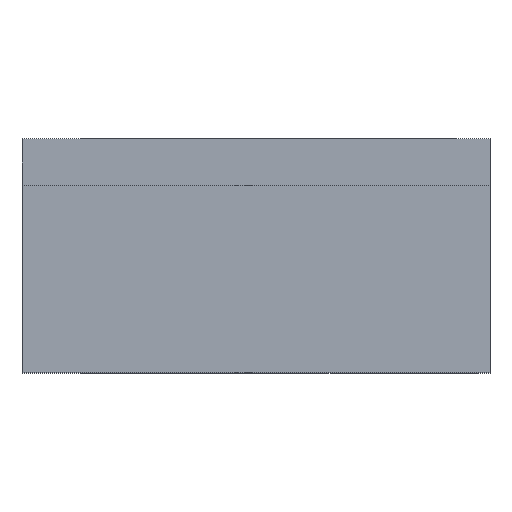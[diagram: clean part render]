
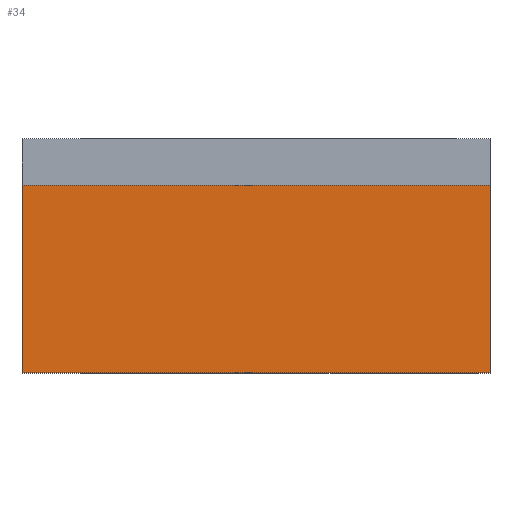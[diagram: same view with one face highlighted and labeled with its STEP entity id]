
A CAD part, top view. The second image highlights one B-rep face of the part: STEP entity #34.
In plain terms, the highlighted free-form (B-spline) face has degree [1, 1] with [2, 2] control points.
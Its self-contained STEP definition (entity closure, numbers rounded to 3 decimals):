
#34=ADVANCED_FACE('',(#71),#1160,.T.);
#71=FACE_OUTER_BOUND('',#108,.T.);
#108=EDGE_LOOP('',(#171,#172,#173,#174));
#171=ORIENTED_EDGE('',*,*,#943,.T.);
#172=ORIENTED_EDGE('',*,*,#944,.T.);
#173=ORIENTED_EDGE('',*,*,#945,.T.);
#174=ORIENTED_EDGE('',*,*,#941,.F.);
#342=PCURVE('',#1159,#516);
#345=PCURVE('',#1160,#519);
#346=PCURVE('',#1160,#520);
#347=PCURVE('',#1160,#521);
#348=PCURVE('',#1160,#522);
#352=PCURVE('',#1161,#526);
#370=PCURVE('',#1166,#544);
#379=PCURVE('',#1167,#553);
#516=DEFINITIONAL_REPRESENTATION('',(#688),#2164);
#519=DEFINITIONAL_REPRESENTATION('',(#693),#2164);
#520=DEFINITIONAL_REPRESENTATION('',(#695),#2164);
#521=DEFINITIONAL_REPRESENTATION('',(#697),#2164);
#522=DEFINITIONAL_REPRESENTATION('',(#698),#2164);
#526=DEFINITIONAL_REPRESENTATION('',(#704),#2164);
#544=DEFINITIONAL_REPRESENTATION('',(#734),#2164);
#553=DEFINITIONAL_REPRESENTATION('',(#743),#2164);
#687=B_SPLINE_CURVE_WITH_KNOTS('',1,(#1545,#1546),.UNSPECIFIED.,.F.,.F.,
(2,2),(0.,16.),.UNSPECIFIED.);
#688=B_SPLINE_CURVE_WITH_KNOTS('',1,(#1547,#1548),.UNSPECIFIED.,.F.,.F.,
(2,2),(0.,16.),.UNSPECIFIED.);
#692=B_SPLINE_CURVE_WITH_KNOTS('',1,(#1555,#1556),.UNSPECIFIED.,.F.,.F.,
(2,2),(-80.,-40.),.UNSPECIFIED.);
#693=B_SPLINE_CURVE_WITH_KNOTS('',1,(#1557,#1558),.UNSPECIFIED.,.F.,.F.,
(2,2),(-80.,-40.),.UNSPECIFIED.);
#694=B_SPLINE_CURVE_WITH_KNOTS('',1,(#1559,#1560),.UNSPECIFIED.,.F.,.F.,
(2,2),(0.,16.),.UNSPECIFIED.);
#695=B_SPLINE_CURVE_WITH_KNOTS('',1,(#1561,#1562),.UNSPECIFIED.,.F.,.F.,
(2,2),(0.,16.),.UNSPECIFIED.);
#696=B_SPLINE_CURVE_WITH_KNOTS('',1,(#1563,#1564),.UNSPECIFIED.,.F.,.F.,
(2,2),(40.,80.),.UNSPECIFIED.);
#697=B_SPLINE_CURVE_WITH_KNOTS('',1,(#1565,#1566),.UNSPECIFIED.,.F.,.F.,
(2,2),(40.,80.),.UNSPECIFIED.);
#698=B_SPLINE_CURVE_WITH_KNOTS('',1,(#1567,#1568),.UNSPECIFIED.,.F.,.F.,
(2,2),(0.,16.),.UNSPECIFIED.);
#704=B_SPLINE_CURVE_WITH_KNOTS('',1,(#1579,#1580),.UNSPECIFIED.,.F.,.F.,
(2,2),(0.,16.),.UNSPECIFIED.);
#734=B_SPLINE_CURVE_WITH_KNOTS('',1,(#1639,#1640),.UNSPECIFIED.,.F.,.F.,
(2,2),(-80.,-40.),.UNSPECIFIED.);
#743=B_SPLINE_CURVE_WITH_KNOTS('',1,(#1657,#1658),.UNSPECIFIED.,.F.,.F.,
(2,2),(40.,80.),.UNSPECIFIED.);
#854=SURFACE_CURVE('',#687,(#342,#348),.PCURVE_S1.);
#856=SURFACE_CURVE('',#692,(#345,#370),.PCURVE_S1.);
#857=SURFACE_CURVE('',#694,(#346,#352),.PCURVE_S1.);
#858=SURFACE_CURVE('',#696,(#347,#379),.PCURVE_S1.);
#941=EDGE_CURVE('',#1108,#1109,#854,.T.);
#943=EDGE_CURVE('',#1108,#1110,#856,.T.);
#944=EDGE_CURVE('',#1110,#1111,#857,.T.);
#945=EDGE_CURVE('',#1111,#1109,#858,.T.);
#1108=VERTEX_POINT('',#1513);
#1109=VERTEX_POINT('',#1514);
#1110=VERTEX_POINT('',#1515);
#1111=VERTEX_POINT('',#1516);
#1159=B_SPLINE_SURFACE_WITH_KNOTS('',1,1,((#1473,#1474),(#1475,#1476)),
 .UNSPECIFIED.,.F.,.F.,.F.,(2,2),(2,2),(-120.,-80.),
(0.,16.),.UNSPECIFIED.);
#1160=B_SPLINE_SURFACE_WITH_KNOTS('',1,1,((#1477,#1478),(#1479,#1480)),
 .UNSPECIFIED.,.F.,.F.,.F.,(2,2),(2,2),(-80.,-40.),
(0.,16.),.UNSPECIFIED.);
#1161=B_SPLINE_SURFACE_WITH_KNOTS('',1,1,((#1481,#1482),(#1483,#1484)),
 .UNSPECIFIED.,.F.,.F.,.F.,(2,2),(2,2),(-40.,0.),(0.,16.),
 .UNSPECIFIED.);
#1166=B_SPLINE_SURFACE_WITH_KNOTS('',1,1,((#1501,#1502),(#1503,#1504)),
 .UNSPECIFIED.,.F.,.F.,.F.,(2,2),(2,2),(-39.,1.),(-1.,
39.),.UNSPECIFIED.);
#1167=B_SPLINE_SURFACE_WITH_KNOTS('',1,1,((#1505,#1506),(#1507,#1508)),
 .UNSPECIFIED.,.F.,.F.,.F.,(2,2),(2,2),(-1.,39.),(-39.,1.),
 .UNSPECIFIED.);
#1473=CARTESIAN_POINT('',(163.,16.,-40.));
#1474=CARTESIAN_POINT('',(163.,0.,-40.));
#1475=CARTESIAN_POINT('',(163.,16.,0.));
#1476=CARTESIAN_POINT('',(163.,0.,0.));
#1477=CARTESIAN_POINT('',(163.,16.,0.));
#1478=CARTESIAN_POINT('',(163.,0.,0.));
#1479=CARTESIAN_POINT('',(123.,16.,0.));
#1480=CARTESIAN_POINT('',(123.,0.,0.));
#1481=CARTESIAN_POINT('',(123.,16.,0.));
#1482=CARTESIAN_POINT('',(123.,0.,0.));
#1483=CARTESIAN_POINT('',(123.,16.,-40.));
#1484=CARTESIAN_POINT('',(123.,0.,-40.));
#1501=CARTESIAN_POINT('',(163.,16.,0.));
#1502=CARTESIAN_POINT('',(123.,16.,0.));
#1503=CARTESIAN_POINT('',(163.,16.,-40.));
#1504=CARTESIAN_POINT('',(123.,16.,-40.));
#1505=CARTESIAN_POINT('',(163.,0.,0.));
#1506=CARTESIAN_POINT('',(163.,0.,-40.));
#1507=CARTESIAN_POINT('',(123.,0.,0.));
#1508=CARTESIAN_POINT('',(123.,0.,-40.));
#1513=CARTESIAN_POINT('',(163.,16.,0.));
#1514=CARTESIAN_POINT('',(163.,0.,0.));
#1515=CARTESIAN_POINT('',(123.,16.,0.));
#1516=CARTESIAN_POINT('',(123.,0.,0.));
#1545=CARTESIAN_POINT('',(163.,16.,0.));
#1546=CARTESIAN_POINT('',(163.,0.,0.));
#1547=CARTESIAN_POINT('',(-80.,0.));
#1548=CARTESIAN_POINT('',(-80.,16.));
#1555=CARTESIAN_POINT('',(163.,16.,0.));
#1556=CARTESIAN_POINT('',(123.,16.,0.));
#1557=CARTESIAN_POINT('',(-80.,0.));
#1558=CARTESIAN_POINT('',(-40.,0.));
#1559=CARTESIAN_POINT('',(123.,16.,0.));
#1560=CARTESIAN_POINT('',(123.,0.,0.));
#1561=CARTESIAN_POINT('',(-40.,0.));
#1562=CARTESIAN_POINT('',(-40.,16.));
#1563=CARTESIAN_POINT('',(123.,0.,0.));
#1564=CARTESIAN_POINT('',(163.,0.,0.));
#1565=CARTESIAN_POINT('',(-40.,16.));
#1566=CARTESIAN_POINT('',(-80.,16.));
#1567=CARTESIAN_POINT('',(-80.,0.));
#1568=CARTESIAN_POINT('',(-80.,16.));
#1579=CARTESIAN_POINT('',(-40.,0.));
#1580=CARTESIAN_POINT('',(-40.,16.));
#1639=CARTESIAN_POINT('',(-39.,-1.));
#1640=CARTESIAN_POINT('',(-39.,39.));
#1657=CARTESIAN_POINT('',(39.,-39.));
#1658=CARTESIAN_POINT('',(-1.,-39.));
#2164=(
GEOMETRIC_REPRESENTATION_CONTEXT(2)
PARAMETRIC_REPRESENTATION_CONTEXT()
REPRESENTATION_CONTEXT('pspace','')
);
